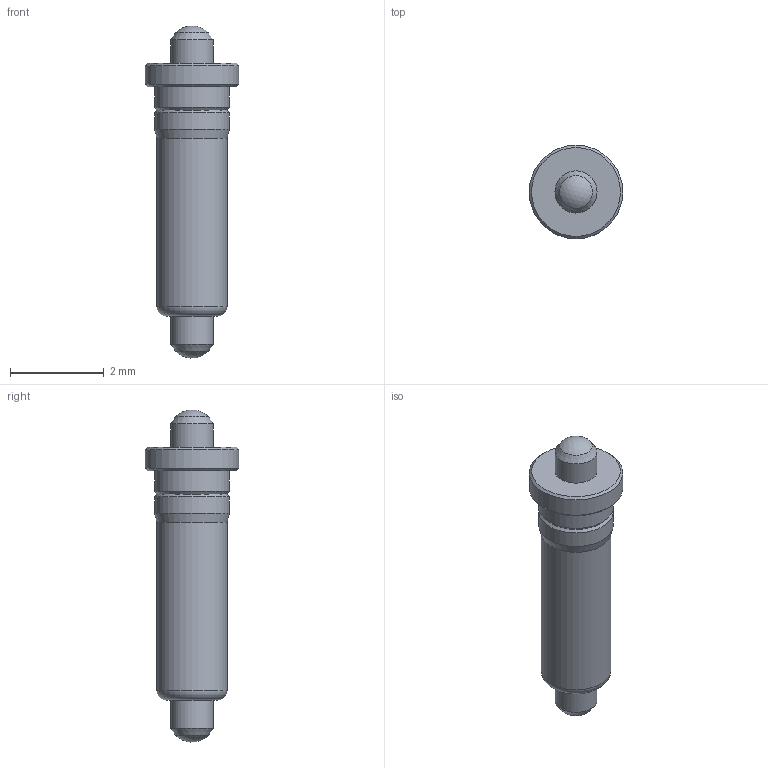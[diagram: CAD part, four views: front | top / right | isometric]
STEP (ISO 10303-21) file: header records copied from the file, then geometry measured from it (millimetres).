
FILE_DESCRIPTION(/* description */ (''),/* implementation_level */ '2;1');
FILE_NAME(/* name */ 'DeckPogo v1.step',/* time_stamp */ '2023-06-21T14:44:20+03:00',/* author */ (''),/* organization */ (''),/* preprocessor_version */ 'ST-DEVELOPER v19.2',/* originating_system */ 'Autodesk Translation Framework v12.6.0.85',/* authorisation */ '');
FILE_SCHEMA (('AUTOMOTIVE_DESIGN { 1 0 10303 214 3 1 1 }'));
Length unit declared in the file: millimetre
Products named in the file (1): DeckPogo
Bounding box: 2 x 2 x 7.09 mm (x, y, z)
Volume: 11.3 mm3; surface area: 35.7 mm2
Topology: 1 solids, 1 shells, 19 faces, 38 edges, 24 vertices
Faces by surface type: cone 7, cylinder 6, plane 3, sphere 2, torus 1
Full cylindrical faces by diameter (mm): 0.9 x2, 1.5 x1, 1.6 x2, 2 x1
Entity records: 545 total; most frequent: DIRECTION 103, CARTESIAN_POINT 82, ORIENTED_EDGE 76, AXIS2_PLACEMENT_3D 45, EDGE_CURVE 38, CIRCLE 25, VERTEX_POINT 24, EDGE_LOOP 22
